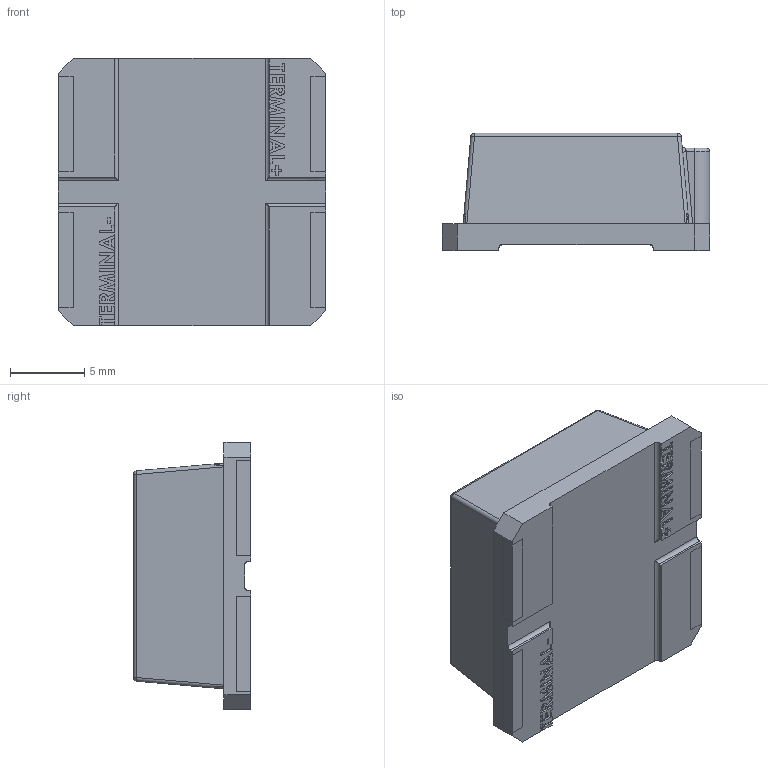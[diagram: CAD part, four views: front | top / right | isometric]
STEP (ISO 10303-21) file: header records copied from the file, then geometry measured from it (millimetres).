
FILE_DESCRIPTION (( 'STEP AP214' ), '1' );
FILE_NAME ('E4D98A79-8255-497E-8013-5E31035E3E29.STEP', '2022-08-20T18:40:57', ( '' ), ( '' ), 'SwSTEP 2.0', 'SolidWorks 2022', '' );
FILE_SCHEMA (( 'AUTOMOTIVE_DESIGN' ));
Length unit declared in the file: millimetre
Products named in the file (1): E4D98A79-8255-497E-8013-5E31035E3E29
Bounding box: 18 x 7.9 x 18 mm (x, y, z)
Volume: 1775.6 mm3; surface area: 1308.9 mm2
Topology: 5 solids, 5 shells, 310 faces, 848 edges, 548 vertices
Faces by surface type: plane 252, cylinder 36, bspline 10, sphere 6, torus 6
Entity records: 10516 total; most frequent: CARTESIAN_POINT 2455, ORIENTED_EDGE 1684, DIRECTION 1462, EDGE_CURVE 842, VECTOR 744, LINE 744, VERTEX_POINT 548, AXIS2_PLACEMENT_3D 359
